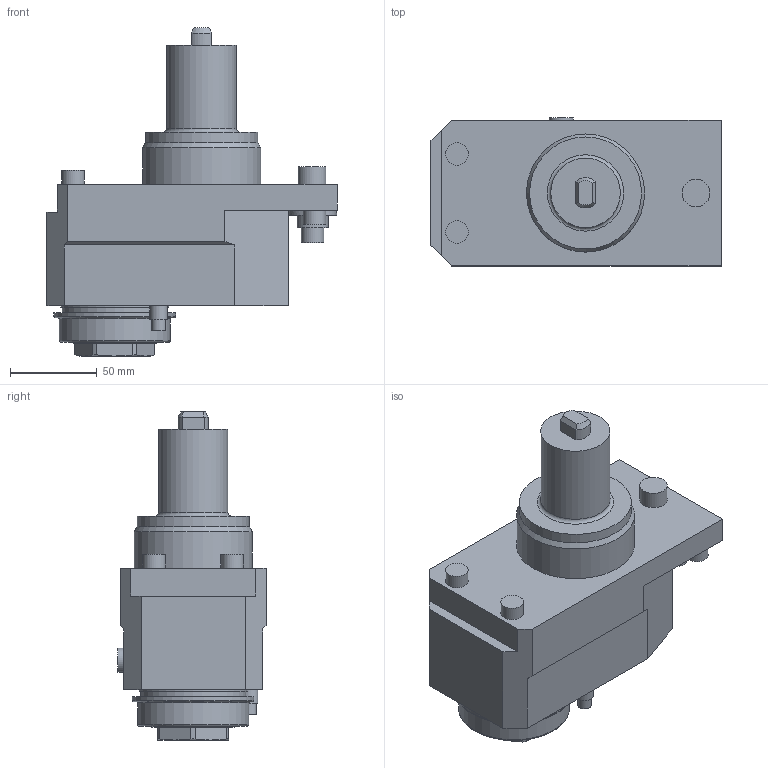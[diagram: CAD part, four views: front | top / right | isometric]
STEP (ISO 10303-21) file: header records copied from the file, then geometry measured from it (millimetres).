
FILE_DESCRIPTION(('ZollerModel'),'2;1');
FILE_NAME('Open CASCADE Shape Model','2021-04-06T07:02:43',('Zoller'),( 'E. Zoller GmbH & Co. KG'),'Open CASCADE STEP processor 6.2', 'Open CASCADE 6.2','Unknown');
FILE_SCHEMA(('AUTOMOTIVE_DESIGN { 1 0 10303 214 1 1 1 1 }'));
Length unit declared in the file: millimetre
Products named in the file (2): productInfo 6; productInfo 7
Bounding box: 167 x 85.35 x 189 mm (x, y, z)
Volume: 1026820.3 mm3; surface area: 95125.9 mm2
Topology: 2 solids, 2 shells, 233 faces, 542 edges, 357 vertices
Faces by surface type: plane 153, cylinder 34, bspline 34, cone 8, torus 4
Full cylindrical faces by diameter (mm): 8 x1, 10 x1, 13 x6, 14 x1, 16 x1, 24.2 x1, 24.7 x1, 40 x1, 40.031 x1, 60.481 x1, 62 x1, 64 x1, 64.5 x1, 68 x1, 70 x1
Entity records: 20420 total; most frequent: CARTESIAN_POINT 10535, DIRECTION 1406, ORIENTED_EDGE 1084, PCURVE 1084, DEFINITIONAL_REPRESENTATION 1084, LINE 775, VECTOR 775, B_SPLINE_CURVE_WITH_KNOTS 691
